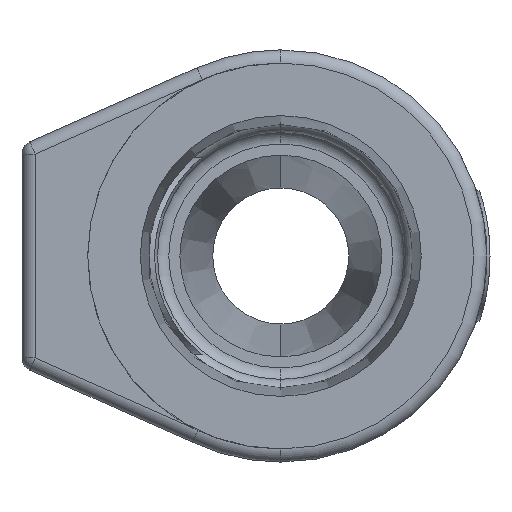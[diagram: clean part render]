
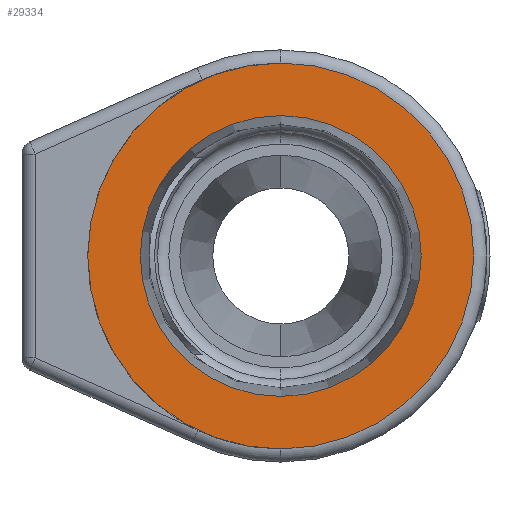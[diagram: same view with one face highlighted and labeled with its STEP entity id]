
A CAD part, left-side view. The second image highlights one B-rep face of the part: STEP entity #29334.
In plain terms, the highlighted planar face has unit normal (-1, 0, 0).
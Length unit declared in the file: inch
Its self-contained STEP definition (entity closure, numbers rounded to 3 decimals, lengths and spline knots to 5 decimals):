
#4234 = FACE_OUTER_BOUND ( 'NONE', #114517, .T. ) ;
#5848 = PLANE ( 'NONE',  #108958 ) ;
#13397 = AXIS2_PLACEMENT_3D ( 'NONE', #24935, #149321, #147705 ) ;
#16136 = CARTESIAN_POINT ( 'NONE',  ( -7.85859, 0.53502, 2.88873 ) ) ;
#24263 = CIRCLE ( 'NONE', #94882, 0.325 ) ;
#24935 = CARTESIAN_POINT ( 'NONE',  ( -7.85859, 0.53502, 2.56373 ) ) ;
#25014 = DIRECTION ( 'NONE',  ( -1., 0., 0. ) ) ;
#27519 = VERTEX_POINT ( 'NONE', #95995 ) ;
#28407 = CARTESIAN_POINT ( 'NONE',  ( -7.85859, 0.53502, 2.23873 ) ) ;
#29334 = ADVANCED_FACE ( 'NONE', ( #4234, #91735 ), #5848, .F. ) ;
#32936 = DIRECTION ( 'NONE',  ( 0., 0., 1. ) ) ;
#34084 = VERTEX_POINT ( 'NONE', #107434 ) ;
#40919 = ORIENTED_EDGE ( 'NONE', *, *, #71730, .F. ) ;
#46896 = EDGE_CURVE ( 'NONE', #49984, #152778, #24263, .T. ) ;
#47474 = DIRECTION ( 'NONE',  ( 1., 0., 0. ) ) ;
#47607 = CARTESIAN_POINT ( 'NONE',  ( -7.85859, 0.53502, 2.56373 ) ) ;
#48715 = CARTESIAN_POINT ( 'NONE',  ( -7.85859, 0.53502, 2.56373 ) ) ;
#49984 = VERTEX_POINT ( 'NONE', #16136 ) ;
#62622 = DIRECTION ( 'NONE',  ( 0., 0., 1. ) ) ;
#67158 = CARTESIAN_POINT ( 'NONE',  ( -7.85859, 0.53502, 2.56373 ) ) ;
#68344 = DIRECTION ( 'NONE',  ( 0., 0., 1. ) ) ;
#70707 = EDGE_LOOP ( 'NONE', ( #96626, #40919 ) ) ;
#71730 = EDGE_CURVE ( 'NONE', #152778, #49984, #84200, .T. ) ;
#80943 = EDGE_CURVE ( 'NONE', #27519, #34084, #151220, .T. ) ;
#83045 = DIRECTION ( 'NONE',  ( -1., 0., 0. ) ) ;
#84200 = CIRCLE ( 'NONE', #112929, 0.325 ) ;
#91735 = FACE_BOUND ( 'NONE', #70707, .T. ) ;
#94882 = AXIS2_PLACEMENT_3D ( 'NONE', #130597, #83045, #68344 ) ;
#95995 = CARTESIAN_POINT ( 'NONE',  ( -7.85859, 0.53502, 2.11713 ) ) ;
#96626 = ORIENTED_EDGE ( 'NONE', *, *, #46896, .F. ) ;
#107434 = CARTESIAN_POINT ( 'NONE',  ( -7.85859, 0.53502, 3.01033 ) ) ;
#108902 = DIRECTION ( 'NONE',  ( 0., 0., -1. ) ) ;
#108958 = AXIS2_PLACEMENT_3D ( 'NONE', #67158, #47474, #108902 ) ;
#109848 = DIRECTION ( 'NONE',  ( -1., 0., 0. ) ) ;
#112929 = AXIS2_PLACEMENT_3D ( 'NONE', #48715, #25014, #62622 ) ;
#114517 = EDGE_LOOP ( 'NONE', ( #149806, #122123 ) ) ;
#119937 = AXIS2_PLACEMENT_3D ( 'NONE', #47607, #109848, #32936 ) ;
#122123 = ORIENTED_EDGE ( 'NONE', *, *, #80943, .T. ) ;
#123095 = CIRCLE ( 'NONE', #13397, 0.4466 ) ;
#130597 = CARTESIAN_POINT ( 'NONE',  ( -7.85859, 0.53502, 2.56373 ) ) ;
#147705 = DIRECTION ( 'NONE',  ( 0., 0., 1. ) ) ;
#149321 = DIRECTION ( 'NONE',  ( -1., 0., 0. ) ) ;
#149806 = ORIENTED_EDGE ( 'NONE', *, *, #150310, .T. ) ;
#150310 = EDGE_CURVE ( 'NONE', #34084, #27519, #123095, .T. ) ;
#151220 = CIRCLE ( 'NONE', #119937, 0.4466 ) ;
#152778 = VERTEX_POINT ( 'NONE', #28407 ) ;
